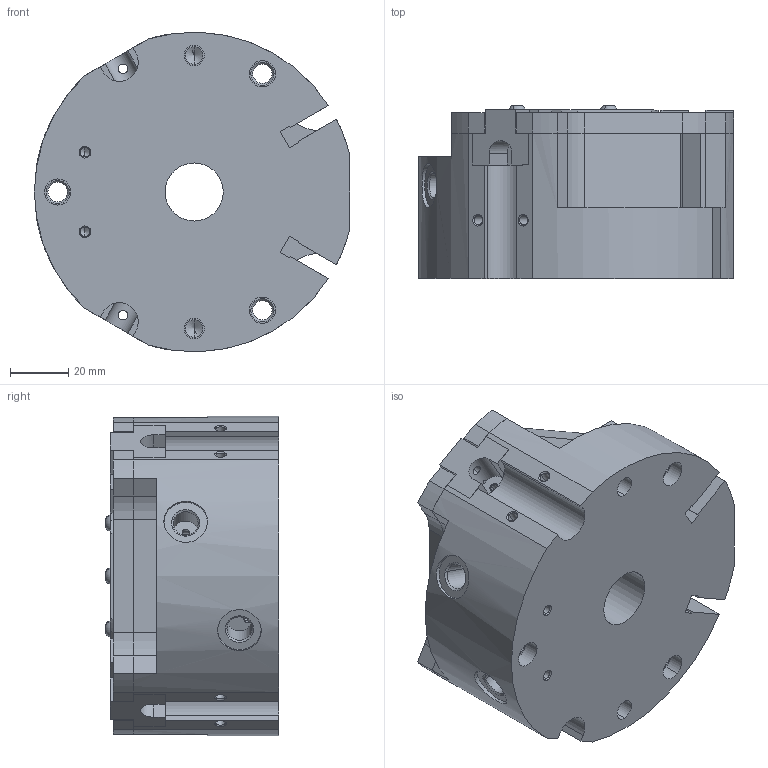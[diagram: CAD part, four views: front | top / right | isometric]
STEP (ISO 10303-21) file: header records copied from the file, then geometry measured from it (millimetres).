
FILE_DESCRIPTION( ( '' ), '1' );
FILE_NAME( 'qpgb311s_op110sbt_0_2_14a.stp', '2010-10-25T14:21:19', ( '' ), ( '' ), ' ', ' ', ' ' );
FILE_SCHEMA( ( 'automotive_design' ) );
Length unit declared in the file: millimetre
Products named in the file (4): 1; 2; 3; 4
Bounding box: 108.5 x 59.65 x 109.95 mm (x, y, z)
Volume: 420627.6 mm3; surface area: 71031.7 mm2
Topology: 4 solids, 4 shells, 446 faces, 1186 edges, 743 vertices
Faces by surface type: plane 208, cylinder 141, cone 91, torus 6
Entity records: 27279 total; most frequent: CARTESIAN_POINT 2994, DIRECTION 2365, STYLED_ITEM 2341, PRESENTATION_STYLE_ASSIGNMENT 2341, COLOUR_RGB 2341, ORIENTED_EDGE 2296, EDGE_CURVE 1148, CURVE_STYLE 1148
